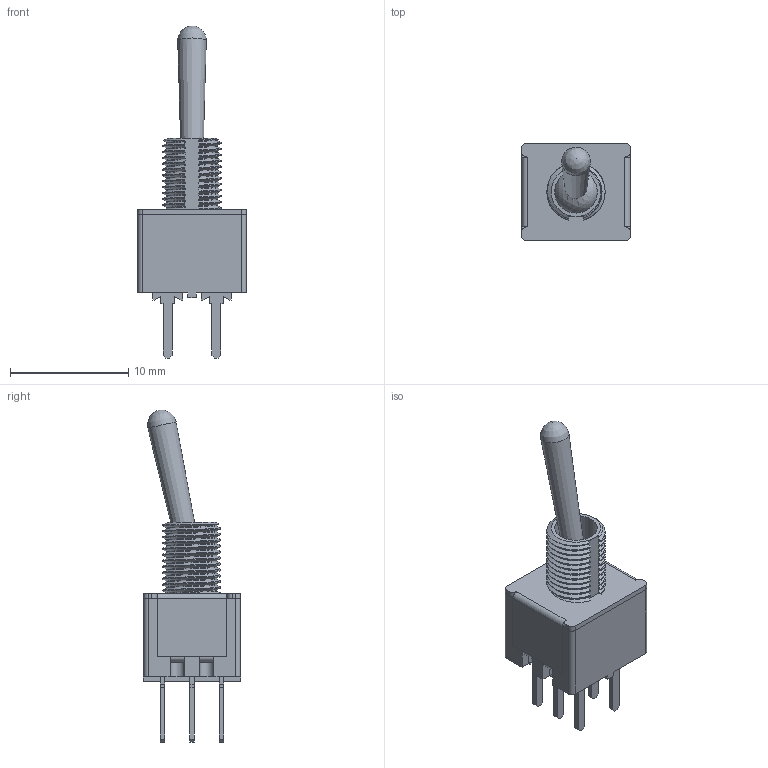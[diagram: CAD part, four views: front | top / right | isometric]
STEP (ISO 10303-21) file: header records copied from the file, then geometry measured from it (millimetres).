
FILE_DESCRIPTION(/* description */ (''),/* implementation_level */ '2;1');
FILE_NAME(/* name */ 'SMTS-202-A2.step',/* time_stamp */ '2021-07-05T00:07:06+03:00',/* author */ (''),/* organization */ (''),/* preprocessor_version */ 'ST-DEVELOPER v18.1',/* originating_system */ 'Autodesk Translation Framework v10.9.0.1377',/* authorisation */ '');
FILE_SCHEMA (('AUTOMOTIVE_DESIGN { 1 0 10303 214 3 1 1 }'));
Length unit declared in the file: millimetre
Products named in the file (1): SMTS-202-A2
Bounding box: 9.2 x 8.2 x 28.05 mm (x, y, z)
Volume: 638 mm3; surface area: 1127.2 mm2
Topology: 9 solids, 9 shells, 315 faces, 837 edges, 539 vertices
Faces by surface type: plane 224, cylinder 60, bspline 27, cone 2, sphere 2
Full cylindrical faces by diameter (mm): 3.6 x1, 3.9 x1
Entity records: 11485 total; most frequent: CARTESIAN_POINT 3961, ORIENTED_EDGE 1668, DIRECTION 1337, EDGE_CURVE 834, LINE 597, VECTOR 597, VERTEX_POINT 539, AXIS2_PLACEMENT_3D 370
